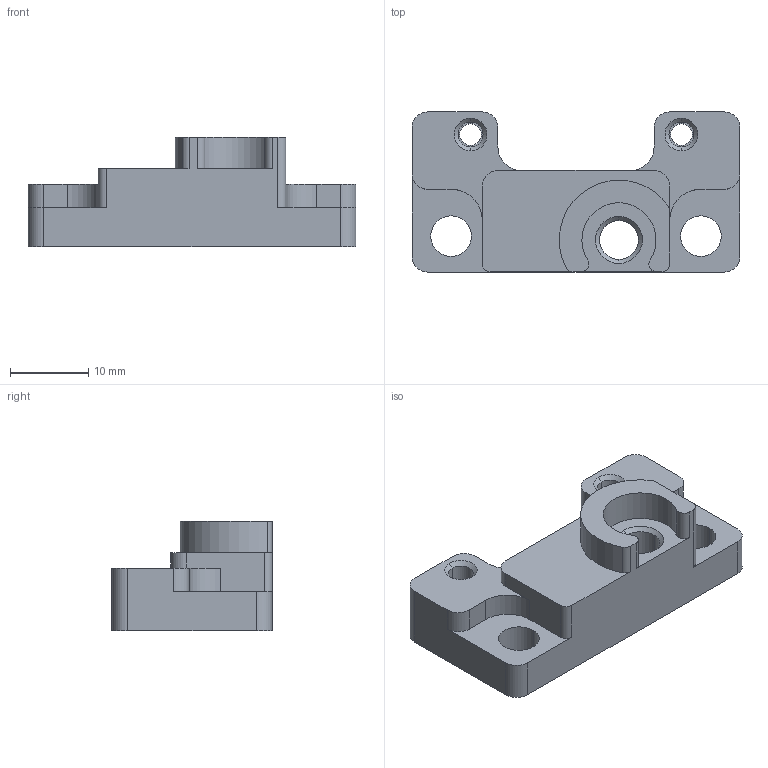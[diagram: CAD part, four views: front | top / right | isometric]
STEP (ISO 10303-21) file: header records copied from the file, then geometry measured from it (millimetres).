
FILE_DESCRIPTION(('Creo Elements/Direct Modeling STEP Export'),'2;1');
FILE_NAME('model.stp','2018-09-13T13:59:09',(''),(''),'Creo Elements/Direct Modeling STEP processor for AP214 (Solid Model)','Creo Elements/Direct Modeling 18.1I 14-Aug-2016 (C) Parametric Technology GmbH','');
FILE_SCHEMA(('AUTOMOTIVE_DESIGN { 1 0 10303 214 1 1 1 1 }'));
Length unit declared in the file: millimetre
Products named in the file (2): HC_B_AF-select
Assembly tree (1 placements, depth 2):
  HC_B_AF-select
    HC_B_AF-select
Bounding box: 42 x 20.5 x 14 mm (x, y, z)
Volume: 5472.8 mm3; surface area: 3173.5 mm2
Topology: 1 solids, 1 shells, 67 faces, 185 edges, 123 vertices
Faces by surface type: cylinder 38, plane 23, cone 6
Entity records: 2655 total; most frequent: ORIENTED_EDGE 370, DIRECTION 361, CARTESIAN_POINT 352, EDGE_CURVE 185, AXIS2_PLACEMENT_3D 132, VERTEX_POINT 123, VECTOR 97, LINE 97
